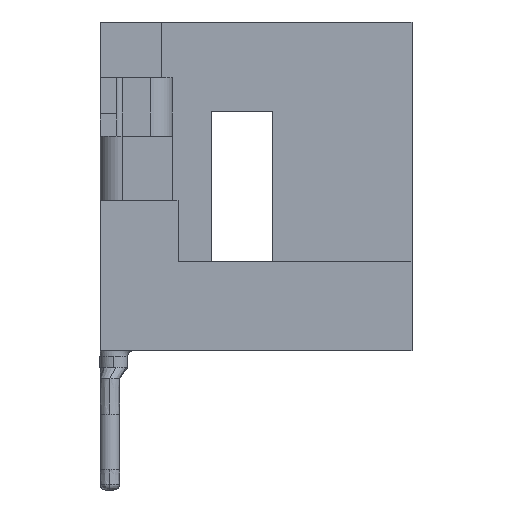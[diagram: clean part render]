
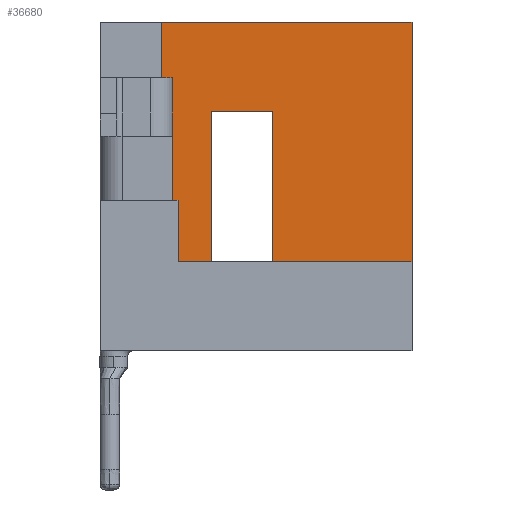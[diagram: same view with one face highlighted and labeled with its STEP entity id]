
A CAD part, left-side view. The second image highlights one B-rep face of the part: STEP entity #36680.
In plain terms, the highlighted planar face has unit normal (-1, 0, 0).
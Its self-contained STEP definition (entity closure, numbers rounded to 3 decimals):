
#4830=CARTESIAN_POINT('',(-5.,-2.8,5.9));
#4840=VERTEX_POINT('',#4830);
#4870=CARTESIAN_POINT('',(-5.,1.9,5.9));
#4880=DIRECTION('',(0.,-1.,0.));
#4890=VECTOR('',#4880,1.);
#4900=LINE('',#4870,#4890);
#4910=CARTESIAN_POINT('',(-5.,1.9,5.9));
#4920=VERTEX_POINT('',#4910);
#4930=EDGE_CURVE('',#4920,#4840,#4900,.T.);
#7940=CARTESIAN_POINT('',(-5.,-0.3,1.6));
#7950=VERTEX_POINT('',#7940);
#7980=CARTESIAN_POINT('',(-5.,-0.3,1.6));
#7990=DIRECTION('',(0.,-1.,0.));
#8000=VECTOR('',#7990,1.);
#8010=LINE('',#7980,#8000);
#8020=CARTESIAN_POINT('',(-5.,-2.8,1.6));
#8030=VERTEX_POINT('',#8020);
#8040=EDGE_CURVE('',#7950,#8030,#8010,.T.);
#8170=CARTESIAN_POINT('',(-5.,1.4,1.6));
#8180=VERTEX_POINT('',#8170);
#8210=CARTESIAN_POINT('',(-5.,1.4,1.6));
#8220=DIRECTION('',(0.,-1.,0.));
#8230=VECTOR('',#8220,1.);
#8240=LINE('',#8210,#8230);
#8250=CARTESIAN_POINT('',(-5.,0.8,1.6));
#8260=VERTEX_POINT('',#8250);
#8270=EDGE_CURVE('',#8180,#8260,#8240,.T.);
#12130=CARTESIAN_POINT('',(-5.,-2.8,1.6));
#12140=DIRECTION('',(0.,0.,1.));
#12150=VECTOR('',#12140,1.);
#12160=LINE('',#12130,#12150);
#12170=EDGE_CURVE('',#8030,#4840,#12160,.T.);
#20070=CARTESIAN_POINT('',(-5.,-0.3,4.3));
#20080=VERTEX_POINT('',#20070);
#20110=CARTESIAN_POINT('',(-5.,-0.3,1.6));
#20120=DIRECTION('',(0.,0.,1.));
#20130=VECTOR('',#20120,1.);
#20140=LINE('',#20110,#20130);
#20150=EDGE_CURVE('',#7950,#20080,#20140,.T.);
#35840=CARTESIAN_POINT('',(-5.,0.8,4.3));
#35850=VERTEX_POINT('',#35840);
#35880=CARTESIAN_POINT('',(-5.,-0.3,4.3));
#35890=DIRECTION('',(0.,1.,0.));
#35900=VECTOR('',#35890,1.);
#35910=LINE('',#35880,#35900);
#35920=EDGE_CURVE('',#20080,#35850,#35910,.T.);
#36040=CARTESIAN_POINT('',(-5.,0.8,1.6));
#36050=DIRECTION('',(0.,0.,1.));
#36060=VECTOR('',#36050,1.);
#36070=LINE('',#36040,#36060);
#36080=EDGE_CURVE('',#8260,#35850,#36070,.T.);
#36160=CARTESIAN_POINT('',(-5.,0.8,1.1));
#36170=DIRECTION('',(1.,0.,0.));
#36180=DIRECTION('',(0.,-1.,0.));
#36190=AXIS2_PLACEMENT_3D('',#36160,#36170,#36180);
#36200=PLANE('',#36190);
#36210=CARTESIAN_POINT('',(-5.,1.4,2.7));
#36220=DIRECTION('',(0.,0.,-1.));
#36230=VECTOR('',#36220,1.);
#36240=LINE('',#36210,#36230);
#36250=CARTESIAN_POINT('',(-5.,1.4,2.7));
#36260=VERTEX_POINT('',#36250);
#36270=EDGE_CURVE('',#36260,#8180,#36240,.T.);
#36280=ORIENTED_EDGE('',*,*,#36270,.T.);
#36290=CARTESIAN_POINT('',(-5.,1.4,2.7));
#36300=DIRECTION('',(0.,1.,0.));
#36310=VECTOR('',#36300,1.);
#36320=LINE('',#36290,#36310);
#36330=CARTESIAN_POINT('',(-5.,1.9,2.7));
#36340=VERTEX_POINT('',#36330);
#36350=EDGE_CURVE('',#36260,#36340,#36320,.T.);
#36360=ORIENTED_EDGE('',*,*,#36350,.F.);
#36370=CARTESIAN_POINT('',(-5.,1.9,2.7));
#36380=DIRECTION('',(0.,0.,1.));
#36390=VECTOR('',#36380,1.);
#36400=LINE('',#36370,#36390);
#36410=CARTESIAN_POINT('',(-5.,1.9,3.));
#36420=VERTEX_POINT('',#36410);
#36430=EDGE_CURVE('',#36340,#36420,#36400,.T.);
#36440=ORIENTED_EDGE('',*,*,#36430,.F.);
#36450=CARTESIAN_POINT('',(-5.,1.9,3.));
#36460=DIRECTION('',(0.,0.,1.));
#36470=VECTOR('',#36460,1.);
#36480=LINE('',#36450,#36470);
#36490=CARTESIAN_POINT('',(-5.,1.9,4.9));
#36500=VERTEX_POINT('',#36490);
#36510=EDGE_CURVE('',#36420,#36500,#36480,.T.);
#36520=ORIENTED_EDGE('',*,*,#36510,.F.);
#36530=CARTESIAN_POINT('',(-5.,1.9,4.9));
#36540=DIRECTION('',(0.,0.,1.));
#36550=VECTOR('',#36540,1.);
#36560=LINE('',#36530,#36550);
#36570=EDGE_CURVE('',#36500,#4920,#36560,.T.);
#36580=ORIENTED_EDGE('',*,*,#36570,.F.);
#36590=ORIENTED_EDGE('',*,*,#4930,.F.);
#36600=ORIENTED_EDGE('',*,*,#12170,.T.);
#36610=ORIENTED_EDGE('',*,*,#8040,.T.);
#36620=ORIENTED_EDGE('',*,*,#20150,.F.);
#36630=ORIENTED_EDGE('',*,*,#35920,.F.);
#36640=ORIENTED_EDGE('',*,*,#36080,.T.);
#36650=ORIENTED_EDGE('',*,*,#8270,.T.);
#36660=EDGE_LOOP('',(#36650,#36640,#36630,#36620,#36610,#36600,#36590,
#36580,#36520,#36440,#36360,#36280));
#36670=FACE_OUTER_BOUND('',#36660,.T.);
#36680=ADVANCED_FACE('',(#36670),#36200,.F.);
